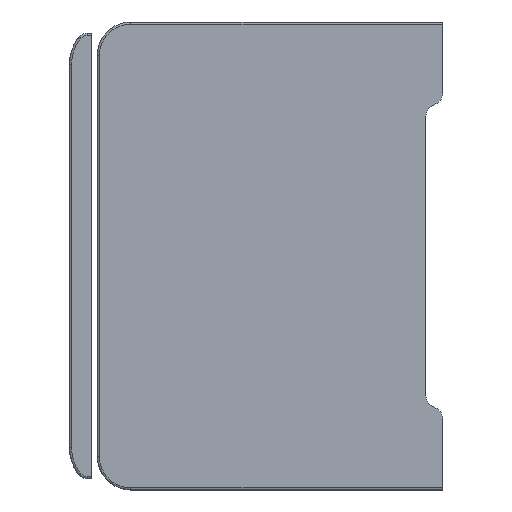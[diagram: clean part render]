
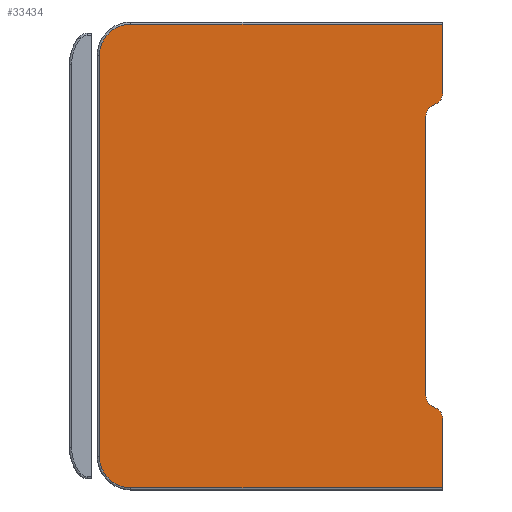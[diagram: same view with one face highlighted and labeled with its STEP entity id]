
A CAD part, left-side view. The second image highlights one B-rep face of the part: STEP entity #33434.
In plain terms, the highlighted planar face has unit normal (-1, 0, 0).
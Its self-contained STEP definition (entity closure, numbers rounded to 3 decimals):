
#12914=DIRECTION('',(0.,0.866,-0.5));
#12915=VECTOR('',#12914,0.577);
#12916=CARTESIAN_POINT('',(-42.75,0.5,13.711));
#12917=LINE('',#12916,#12915);
#12918=CARTESIAN_POINT('',(-42.75,0.5,12.557));
#12919=DIRECTION('',(-1.,0.,0.));
#12920=DIRECTION('',(0.,0.5,0.866));
#12921=AXIS2_PLACEMENT_3D('',#12918,#12919,#12920);
#12923=DIRECTION('',(0.,0.,-1.));
#12924=VECTOR('',#12923,25.113);
#12925=CARTESIAN_POINT('',(-42.75,1.5,12.557));
#12926=LINE('',#12925,#12924);
#12927=CARTESIAN_POINT('',(-42.75,0.5,-12.557));
#12928=DIRECTION('',(-1.,0.,0.));
#12929=DIRECTION('',(0.,1.,0.));
#12930=AXIS2_PLACEMENT_3D('',#12927,#12928,#12929);
#12932=DIRECTION('',(0.,-0.866,-0.5));
#12933=VECTOR('',#12932,0.577);
#12934=CARTESIAN_POINT('',(-42.75,1.,-13.423));
#12935=LINE('',#12934,#12933);
#12936=CARTESIAN_POINT('',(-42.75,1.,-14.577));
#12937=DIRECTION('',(1.,0.,0.));
#12938=DIRECTION('',(0.,-0.5,0.866));
#12939=AXIS2_PLACEMENT_3D('',#12936,#12937,#12938);
#12941=DIRECTION('',(0.,0.,-1.));
#12942=VECTOR('',#12941,6.223);
#12943=CARTESIAN_POINT('',(-42.75,0.,-14.577));
#12944=LINE('',#12943,#12942);
#12945=CARTESIAN_POINT('',(-42.75,28.,-18.));
#12946=DIRECTION('',(1.,0.,0.));
#12947=DIRECTION('',(0.,0.,-1.));
#12948=AXIS2_PLACEMENT_3D('',#12945,#12946,#12947);
#12950=CARTESIAN_POINT('',(-42.75,28.,18.));
#12951=DIRECTION('',(1.,0.,0.));
#12952=DIRECTION('',(0.,1.,0.));
#12953=AXIS2_PLACEMENT_3D('',#12950,#12951,#12952);
#12955=DIRECTION('',(0.,0.,-1.));
#12956=VECTOR('',#12955,6.223);
#12957=CARTESIAN_POINT('',(-42.75,0.,20.8));
#12958=LINE('',#12957,#12956);
#12959=CARTESIAN_POINT('',(-42.75,1.,14.577));
#12960=DIRECTION('',(1.,0.,0.));
#12961=DIRECTION('',(0.,-1.,0.));
#12962=AXIS2_PLACEMENT_3D('',#12959,#12960,#12961);
#13175=DIRECTION('',(0.,-1.,0.));
#13176=VECTOR('',#13175,28.);
#13177=CARTESIAN_POINT('',(-42.75,28.,-20.8));
#13178=LINE('',#13177,#13176);
#19116=DIRECTION('',(0.,1.,0.));
#19117=VECTOR('',#19116,28.);
#19118=CARTESIAN_POINT('',(-42.75,0.,20.8));
#19119=LINE('',#19118,#19117);
#19128=DIRECTION('',(0.,0.,-1.));
#19129=VECTOR('',#19128,36.);
#19130=CARTESIAN_POINT('',(-42.75,30.8,18.));
#19131=LINE('',#19130,#19129);
#27857=CARTESIAN_POINT('',(-42.75,0.,14.577));
#27858=VERTEX_POINT('',#27857);
#27859=CARTESIAN_POINT('',(-42.75,0.,20.8));
#27860=VERTEX_POINT('',#27859);
#27930=CARTESIAN_POINT('',(-42.75,1.5,-12.557));
#27931=VERTEX_POINT('',#27930);
#27932=CARTESIAN_POINT('',(-42.75,1.5,12.557));
#27933=VERTEX_POINT('',#27932);
#28030=CARTESIAN_POINT('',(-42.75,0.,-20.8));
#28031=VERTEX_POINT('',#28030);
#28032=CARTESIAN_POINT('',(-42.75,0.,-14.577));
#28033=VERTEX_POINT('',#28032);
#28073=CARTESIAN_POINT('',(-42.75,0.5,-13.711));
#28074=VERTEX_POINT('',#28073);
#28075=CARTESIAN_POINT('',(-42.75,1.,-13.423));
#28076=VERTEX_POINT('',#28075);
#28077=CARTESIAN_POINT('',(-42.75,0.5,13.711));
#28078=CARTESIAN_POINT('',(-42.75,1.,13.423));
#28079=VERTEX_POINT('',#28077);
#28080=VERTEX_POINT('',#28078);
#28081=CARTESIAN_POINT('',(-42.75,28.,-20.8));
#28082=VERTEX_POINT('',#28081);
#28083=CARTESIAN_POINT('',(-42.75,30.8,-18.));
#28084=VERTEX_POINT('',#28083);
#28085=CARTESIAN_POINT('',(-42.75,30.8,18.));
#28086=VERTEX_POINT('',#28085);
#28087=CARTESIAN_POINT('',(-42.75,28.,20.8));
#28088=VERTEX_POINT('',#28087);
#33404=CARTESIAN_POINT('',(-42.75,15.4,0.));
#33405=DIRECTION('',(1.,0.,0.));
#33406=DIRECTION('',(0.,0.,1.));
#33407=AXIS2_PLACEMENT_3D('',#33404,#33405,#33406);
#33408=PLANE('',#33407);
#33410=ORIENTED_EDGE('',*,*,#33409,.T.);
#33412=ORIENTED_EDGE('',*,*,#33411,.T.);
#33413=ORIENTED_EDGE('',*,*,#32655,.T.);
#33415=ORIENTED_EDGE('',*,*,#33414,.T.);
#33416=ORIENTED_EDGE('',*,*,#33389,.T.);
#33417=ORIENTED_EDGE('',*,*,#33371,.T.);
#33418=ORIENTED_EDGE('',*,*,#33023,.T.);
#33420=ORIENTED_EDGE('',*,*,#33419,.F.);
#33422=ORIENTED_EDGE('',*,*,#33421,.T.);
#33424=ORIENTED_EDGE('',*,*,#33423,.F.);
#33426=ORIENTED_EDGE('',*,*,#33425,.T.);
#33428=ORIENTED_EDGE('',*,*,#33427,.F.);
#33429=ORIENTED_EDGE('',*,*,#32403,.T.);
#33431=ORIENTED_EDGE('',*,*,#33430,.T.);
#33432=EDGE_LOOP('',(#33410,#33412,#33413,#33415,#33416,#33417,#33418,#33420,
#33422,#33424,#33426,#33428,#33429,#33431));
#33433=FACE_OUTER_BOUND('',#33432,.F.);
#33434=ADVANCED_FACE('',(#33433),#33408,.F.);
#12922=CIRCLE('',#12921,1.);
#12931=CIRCLE('',#12930,1.);
#12940=CIRCLE('',#12939,1.);
#12949=CIRCLE('',#12948,2.8);
#12954=CIRCLE('',#12953,2.8);
#12963=CIRCLE('',#12962,1.);
#32403=EDGE_CURVE('',#27860,#27858,#12958,.T.);
#32655=EDGE_CURVE('',#27933,#27931,#12926,.T.);
#33023=EDGE_CURVE('',#28033,#28031,#12944,.T.);
#33371=EDGE_CURVE('',#28074,#28033,#12940,.T.);
#33389=EDGE_CURVE('',#28076,#28074,#12935,.T.);
#33409=EDGE_CURVE('',#28079,#28080,#12917,.T.);
#33411=EDGE_CURVE('',#28080,#27933,#12922,.T.);
#33414=EDGE_CURVE('',#27931,#28076,#12931,.T.);
#33419=EDGE_CURVE('',#28082,#28031,#13178,.T.);
#33421=EDGE_CURVE('',#28082,#28084,#12949,.T.);
#33423=EDGE_CURVE('',#28086,#28084,#19131,.T.);
#33425=EDGE_CURVE('',#28086,#28088,#12954,.T.);
#33427=EDGE_CURVE('',#27860,#28088,#19119,.T.);
#33430=EDGE_CURVE('',#27858,#28079,#12963,.T.);
